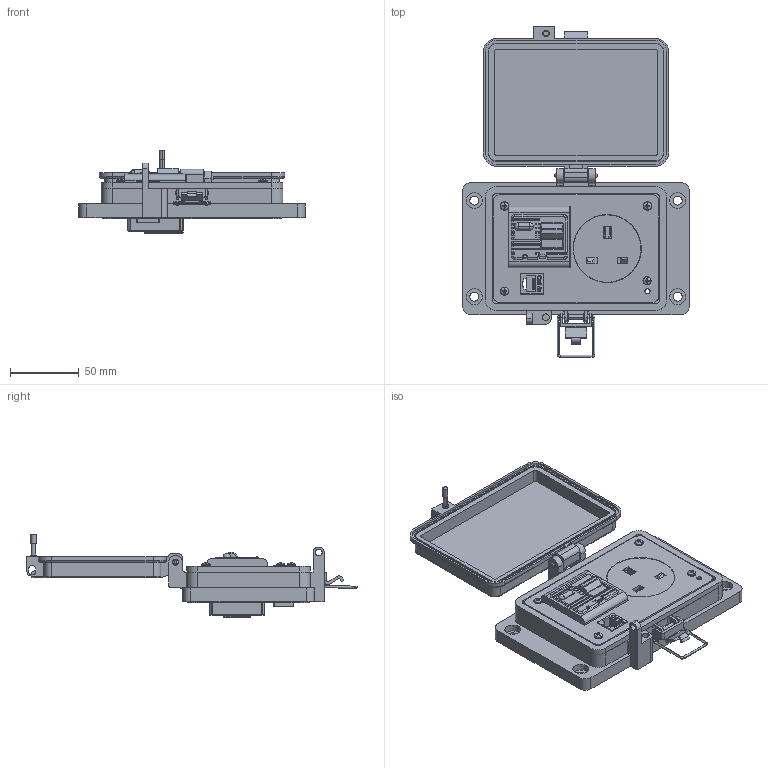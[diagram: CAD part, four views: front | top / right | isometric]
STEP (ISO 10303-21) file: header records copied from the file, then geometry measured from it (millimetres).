
FILE_DESCRIPTION (( 'STEP AP203' ), '1' );
FILE_NAME ('P-R2-M3RBF0_3D.STEP', '2018-03-29T15:40:18', ( '' ), ( '' ), 'SwSTEP 2.0', 'SolidWorks 2017', '' );
FILE_SCHEMA (( 'CONFIG_CONTROL_DESIGN' ));
Length unit declared in the file: millimetre
Products named in the file (17): Z-002-632516HN_90675A007; P-R2-M3RBF0_3D; P-R2-M3RBF0_FP060_1; P-R2-M3RBF0_BP240_1; Z-CB-16A; P-R2-M3RBF0_BP240_2; REF-GFCI; P-R2-M3RBF0_TP060_1; Z-300-RJ45CAT5; Z-000-4243316TFP; R2; Z-200-OTLT-RB; Z-H-M3_B; RB; -M3; Z-000-63234FH_90273A151; 92005A124_METRIC PAN HEAD PHILLIPS MACHINE SCREW_92005A124
Assembly tree (22 placements, depth 3):
  P-R2-M3RBF0_3D
    P-R2-M3RBF0_BP240_1
    P-R2-M3RBF0_BP240_2
    P-R2-M3RBF0_TP060_1
    Z-000-4243316TFP  x2
    RB
      Z-200-OTLT-RB
    Z-000-63234FH_90273A151  x2
    Z-002-632516HN_90675A007  x2
    P-R2-M3RBF0_FP060_1
    REF-GFCI
      Z-CB-16A
    R2
      Z-300-RJ45CAT5
    -M3
      Z-H-M3_B
    92005A124_METRIC PAN HEAD PHILLIPS MACHINE SCREW_92005A124  x4
Bounding box: 164.96 x 240.59 x 60.85 mm (x, y, z)
Volume: 338780.9 mm3; surface area: 162334.6 mm2
Topology: 27 solids, 27 shells, 2699 faces, 7434 edges, 4856 vertices
Faces by surface type: cylinder 1180, plane 979, bspline 301, cone 155, torus 52, sphere 32
Entity records: 76025 total; most frequent: CARTESIAN_POINT 27829, ORIENTED_EDGE 10422, DIRECTION 8575, EDGE_CURVE 5211, VERTEX_POINT 3395, VECTOR 2983, LINE 2983, AXIS2_PLACEMENT_3D 2796
